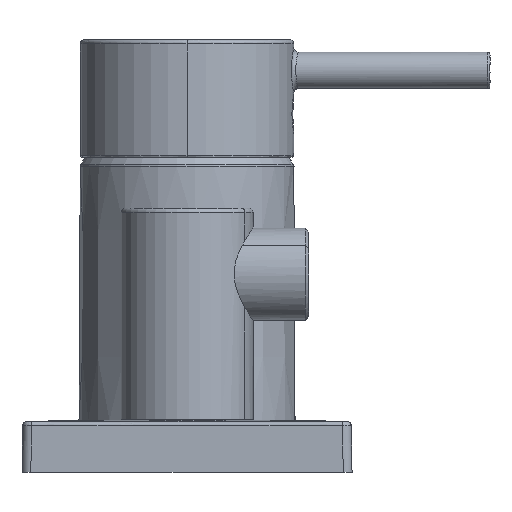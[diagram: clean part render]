
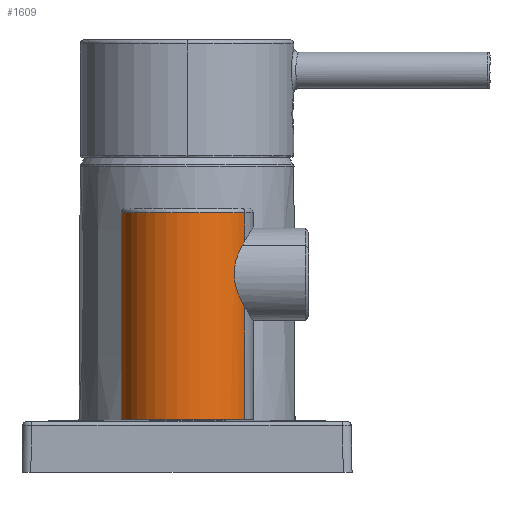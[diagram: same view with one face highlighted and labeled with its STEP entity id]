
A CAD part, left-side view. The second image highlights one B-rep face of the part: STEP entity #1609.
In plain terms, the highlighted cylindrical face has radius 15 mm (diameter 30 mm), a partial arc.
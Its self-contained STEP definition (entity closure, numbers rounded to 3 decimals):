
#42 = EDGE_CURVE ( 'NONE', #792, #1344, #1457, .T. ) ;
#51 = CIRCLE ( 'NONE', #894, 15. ) ;
#94 = ORIENTED_EDGE ( 'NONE', *, *, #1209, .T. ) ;
#107 = CARTESIAN_POINT ( 'NONE',  ( -109.788, -11.369, 48.898 ) ) ;
#147 = CARTESIAN_POINT ( 'NONE',  ( -107.191, -13.164, 59.041 ) ) ;
#173 = EDGE_CURVE ( 'NONE', #3114, #1255, #51, .T. ) ;
#185 = CARTESIAN_POINT ( 'NONE',  ( -107.191, -13.164, 12.041 ) ) ;
#232 = CARTESIAN_POINT ( 'NONE',  ( -107.191, -13.164, 52.692 ) ) ;
#261 = EDGE_LOOP ( 'NONE', ( #3009, #2962, #692, #2994, #94, #1913, #461 ) ) ;
#267 = CARTESIAN_POINT ( 'NONE',  ( -110.496, -10.716, 44.599 ) ) ;
#271 = CARTESIAN_POINT ( 'NONE',  ( -109.142, -11.894, 39.866 ) ) ;
#368 = CARTESIAN_POINT ( 'NONE',  ( -108.56, -12.32, 51.131 ) ) ;
#423 = EDGE_CURVE ( 'NONE', #1255, #1493, #2986, .T. ) ;
#461 = ORIENTED_EDGE ( 'NONE', *, *, #1646, .F. ) ;
#531 = CARTESIAN_POINT ( 'NONE',  ( -110.288, -10.916, 42.917 ) ) ;
#572 = CARTESIAN_POINT ( 'NONE',  ( -110.182, -11.016, 47.629 ) ) ;
#603 = CARTESIAN_POINT ( 'NONE',  ( -107.191, -13.164, 58.773 ) ) ;
#653 = AXIS2_PLACEMENT_3D ( 'NONE', #1825, #829, #2531 ) ;
#676 = FACE_OUTER_BOUND ( 'NONE', #261, .T. ) ;
#692 = ORIENTED_EDGE ( 'NONE', *, *, #1759, .F. ) ;
#792 = VERTEX_POINT ( 'NONE', #1196 ) ;
#829 = DIRECTION ( 'NONE',  ( 0., 0., -1. ) ) ;
#832 = CARTESIAN_POINT ( 'NONE',  ( -107.191, -13.164, 37.391 ) ) ;
#847 = CARTESIAN_POINT ( 'NONE',  ( -109.722, -11.429, 41.021 ) ) ;
#894 = AXIS2_PLACEMENT_3D ( 'NONE', #2273, #1565, #3024 ) ;
#1057 = DIRECTION ( 'NONE',  ( 0., 0., -1. ) ) ;
#1116 = CARTESIAN_POINT ( 'NONE',  ( -92.809, 13.164, 58.773 ) ) ;
#1195 = CARTESIAN_POINT ( 'NONE',  ( -108.812, -12.14, 39.323 ) ) ;
#1196 = CARTESIAN_POINT ( 'NONE',  ( -107.191, -13.164, 37.391 ) ) ;
#1209 = EDGE_CURVE ( 'NONE', #792, #2225, #1938, .T. ) ;
#1225 = CARTESIAN_POINT ( 'NONE',  ( -110.446, -10.765, 43.922 ) ) ;
#1255 = VERTEX_POINT ( 'NONE', #2552 ) ;
#1272 = AXIS2_PLACEMENT_3D ( 'NONE', #2021, #2267, #2724 ) ;
#1311 = CARTESIAN_POINT ( 'NONE',  ( -110.489, -10.723, 45.625 ) ) ;
#1324 = CARTESIAN_POINT ( 'NONE',  ( -109.533, -11.588, 49.489 ) ) ;
#1344 = VERTEX_POINT ( 'NONE', #185 ) ;
#1360 = CARTESIAN_POINT ( 'NONE',  ( -109.077, -11.943, 50.329 ) ) ;
#1457 = LINE ( 'NONE', #3014, #2283 ) ;
#1493 = VERTEX_POINT ( 'NONE', #2749 ) ;
#1565 = DIRECTION ( 'NONE',  ( 0., 0., -1. ) ) ;
#1580 = DIRECTION ( 'NONE',  ( 0., 0., -1. ) ) ;
#1590 = CARTESIAN_POINT ( 'NONE',  ( -110.383, -10.826, 46.644 ) ) ;
#1602 = CARTESIAN_POINT ( 'NONE',  ( -110.094, -11.096, 47.951 ) ) ;
#1609 = ADVANCED_FACE ( 'NONE', ( #676 ), #2019, .T. ) ;
#1646 = EDGE_CURVE ( 'NONE', #3114, #1755, #1749, .T. ) ;
#1682 = CARTESIAN_POINT ( 'NONE',  ( -107.191, -13.164, 52.692 ) ) ;
#1707 = CARTESIAN_POINT ( 'NONE',  ( -110.404, -10.806, 43.586 ) ) ;
#1714 = CARTESIAN_POINT ( 'NONE',  ( -107.535, -12.972, 52.358 ) ) ;
#1749 = LINE ( 'NONE', #603, #2102 ) ;
#1755 = VERTEX_POINT ( 'NONE', #1682 ) ;
#1759 = EDGE_CURVE ( 'NONE', #1344, #1493, #2887, .T. ) ;
#1780 = CARTESIAN_POINT ( 'NONE',  ( -107.656, -12.91, 37.828 ) ) ;
#1808 = CARTESIAN_POINT ( 'NONE',  ( -110.464, -10.747, 45.97 ) ) ;
#1825 = CARTESIAN_POINT ( 'NONE',  ( -100., 0., 58.773 ) ) ;
#1831 = CARTESIAN_POINT ( 'NONE',  ( -108.913, -12.067, 50.601 ) ) ;
#1913 = ORIENTED_EDGE ( 'NONE', *, *, #2891, .T. ) ;
#1922 = CARTESIAN_POINT ( 'NONE',  ( -108.075, -12.649, 38.301 ) ) ;
#1938 = B_SPLINE_CURVE_WITH_KNOTS ( 'NONE', 3,
 ( #832, #1780, #1922, #2178, #1195, #271, #2788, #847, #2748, #2322, #531, #1707, #1225, #267, #2487, #1311, #1808, #1590, #2759, #572, #1602, #107, #1324, #1360, #1831, #368, #2079, #3013 ),
 .UNSPECIFIED., .F., .F.,
 ( 4, 2, 2, 2, 2, 2, 2, 2, 2, 2, 2, 2, 2, 4 ),
 ( 0.052, 0.054, 0.055, 0.056, 0.058, 0.059, 0.06, 0.061, 0.062, 0.063, 0.064, 0.066, 0.067, 0.068 ),
 .UNSPECIFIED. ) ;
#2019 = CYLINDRICAL_SURFACE ( 'NONE', #653, 15. ) ;
#2021 = CARTESIAN_POINT ( 'NONE',  ( -100., 0., 12.041 ) ) ;
#2079 = CARTESIAN_POINT ( 'NONE',  ( -108.37, -12.45, 51.389 ) ) ;
#2082 = CARTESIAN_POINT ( 'NONE',  ( -108.171, -12.579, 51.636 ) ) ;
#2102 = VECTOR ( 'NONE', #1057, 1000. ) ;
#2178 = CARTESIAN_POINT ( 'NONE',  ( -108.636, -12.267, 39.061 ) ) ;
#2186 = CARTESIAN_POINT ( 'NONE',  ( -108.171, -12.579, 51.636 ) ) ;
#2225 = VERTEX_POINT ( 'NONE', #2082 ) ;
#2267 = DIRECTION ( 'NONE',  ( 0., 0., -1. ) ) ;
#2273 = CARTESIAN_POINT ( 'NONE',  ( -100., 0., 59.041 ) ) ;
#2283 = VECTOR ( 'NONE', #1580, 1000. ) ;
#2322 = CARTESIAN_POINT ( 'NONE',  ( -110.215, -10.985, 42.588 ) ) ;
#2344 = DIRECTION ( 'NONE',  ( 0., 0., -1. ) ) ;
#2363 = VECTOR ( 'NONE', #2344, 1000. ) ;
#2423 = CARTESIAN_POINT ( 'NONE',  ( -108.019, -12.678, 51.824 ) ) ;
#2487 = CARTESIAN_POINT ( 'NONE',  ( -110.505, -10.707, 44.94 ) ) ;
#2531 = DIRECTION ( 'NONE',  ( -0.479, -0.878, 0. ) ) ;
#2533 = B_SPLINE_CURVE_WITH_KNOTS ( 'NONE', 3,
 ( #2186, #2423, #2670, #1714, #3147, #232 ),
 .UNSPECIFIED., .F., .F.,
 ( 4, 2, 4 ),
 ( 0., 0.001, 0.002 ),
 .UNSPECIFIED. ) ;
#2552 = CARTESIAN_POINT ( 'NONE',  ( -92.809, 13.164, 59.041 ) ) ;
#2670 = CARTESIAN_POINT ( 'NONE',  ( -107.861, -12.776, 52.006 ) ) ;
#2724 = DIRECTION ( 'NONE',  ( 0., 1., 0. ) ) ;
#2748 = CARTESIAN_POINT ( 'NONE',  ( -109.952, -11.226, 41.629 ) ) ;
#2749 = CARTESIAN_POINT ( 'NONE',  ( -92.809, 13.164, 12.041 ) ) ;
#2759 = CARTESIAN_POINT ( 'NONE',  ( -110.326, -10.881, 46.975 ) ) ;
#2788 = CARTESIAN_POINT ( 'NONE',  ( -109.296, -11.773, 40.149 ) ) ;
#2887 = CIRCLE ( 'NONE', #1272, 15. ) ;
#2891 = EDGE_CURVE ( 'NONE', #2225, #1755, #2533, .T. ) ;
#2962 = ORIENTED_EDGE ( 'NONE', *, *, #423, .T. ) ;
#2986 = LINE ( 'NONE', #1116, #2363 ) ;
#2994 = ORIENTED_EDGE ( 'NONE', *, *, #42, .F. ) ;
#3009 = ORIENTED_EDGE ( 'NONE', *, *, #173, .T. ) ;
#3013 = CARTESIAN_POINT ( 'NONE',  ( -108.171, -12.579, 51.636 ) ) ;
#3014 = CARTESIAN_POINT ( 'NONE',  ( -107.191, -13.164, 58.773 ) ) ;
#3024 = DIRECTION ( 'NONE',  ( 0., 1., 0. ) ) ;
#3114 = VERTEX_POINT ( 'NONE', #147 ) ;
#3147 = CARTESIAN_POINT ( 'NONE',  ( -107.366, -13.068, 52.528 ) ) ;
